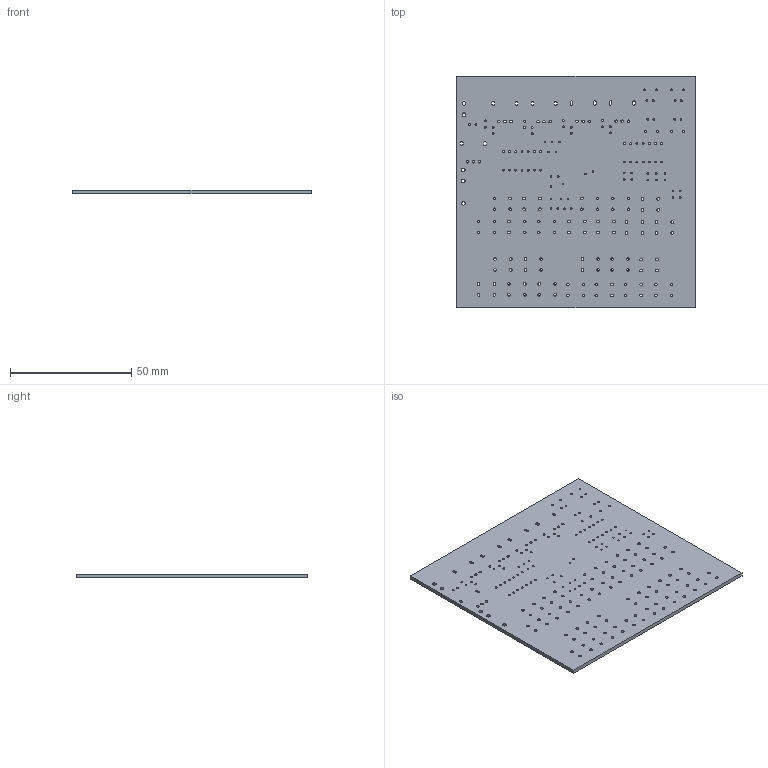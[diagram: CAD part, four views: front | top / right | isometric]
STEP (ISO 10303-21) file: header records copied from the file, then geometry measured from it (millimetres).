
FILE_DESCRIPTION(('KiCad electronic assembly'),'2;1');
FILE_NAME('synthesizer.step','2023-04-13T11:14:32',('Pcbnew'),('Kicad'), 'Open CASCADE STEP processor 7.6','KiCad to STEP converter','Unknown' );
FILE_SCHEMA(('AUTOMOTIVE_DESIGN { 1 0 10303 214 1 1 1 1 }'));
Length unit declared in the file: millimetre
Products named in the file (2): synthesizer 1; PCB
Assembly tree (1 placements, depth 2):
  synthesizer 1
    PCB
Bounding box: 98.25 x 95.25 x 1.6 mm (x, y, z)
Volume: 14701.7 mm3; surface area: 20064.8 mm2
Topology: 1 solids, 1 shells, 476 faces, 1422 edges, 948 vertices
Faces by surface type: plane 266, cylinder 210
Full cylindrical faces by diameter (mm): 0.6 x32, 0.8 x62, 1 x15, 1.1 x96, 1.55 x5
Entity records: 36759 total; most frequent: CARTESIAN_POINT 8212, DIRECTION 5222, LINE 3426, VECTOR 3426, ORIENTED_EDGE 2844, PCURVE 2844, DEFINITIONAL_REPRESENTATION 2844, EDGE_CURVE 1422
